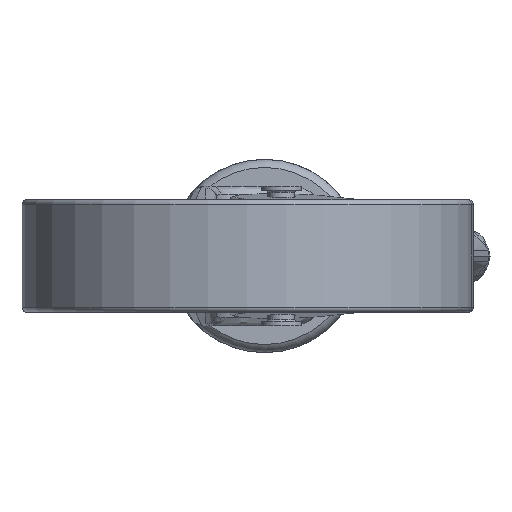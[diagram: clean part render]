
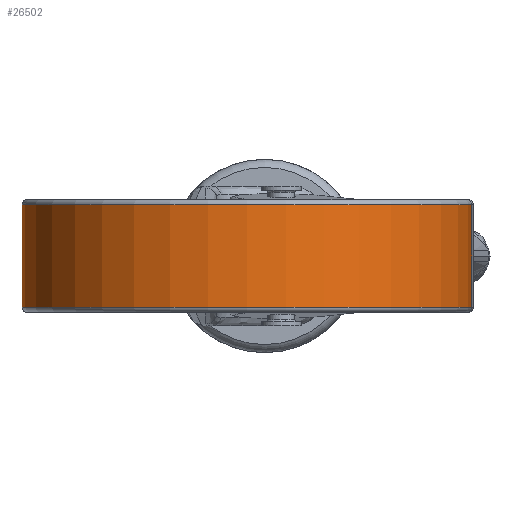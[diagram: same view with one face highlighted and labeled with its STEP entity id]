
A CAD part, front view. The second image highlights one B-rep face of the part: STEP entity #26502.
In plain terms, the highlighted cylindrical face has radius 41.84 mm (diameter 83.68 mm), a partial arc.
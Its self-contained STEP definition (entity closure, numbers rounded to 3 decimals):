
#354 = CARTESIAN_POINT ( 'NONE',  ( -45.162, -101.764, 78.224 ) ) ;
#1252 = CARTESIAN_POINT ( 'NONE',  ( -45.162, -101.764, 9.5 ) ) ;
#1804 = CARTESIAN_POINT ( 'NONE',  ( 38.518, -101.764, -9.5 ) ) ;
#2558 = CARTESIAN_POINT ( 'NONE',  ( -3.322, -101.764, 9.5 ) ) ;
#2912 = EDGE_CURVE ( 'NONE', #16873, #17786, #3873, .T. ) ;
#3774 = ORIENTED_EDGE ( 'NONE', *, *, #9125, .T. ) ;
#3873 = LINE ( 'NONE', #11877, #45986 ) ;
#3936 = DIRECTION ( 'NONE',  ( 0., 0., -1. ) ) ;
#5935 = DIRECTION ( 'NONE',  ( 0., 0., -1. ) ) ;
#6953 = DIRECTION ( 'NONE',  ( 0., 0., 1. ) ) ;
#8009 = DIRECTION ( 'NONE',  ( 0., 0., -1. ) ) ;
#9000 = AXIS2_PLACEMENT_3D ( 'NONE', #10825, #6953, #41502 ) ;
#9125 = EDGE_CURVE ( 'NONE', #16873, #18035, #15534, .T. ) ;
#10196 = EDGE_CURVE ( 'NONE', #14587, #17786, #45200, .T. ) ;
#10825 = CARTESIAN_POINT ( 'NONE',  ( -3.322, -101.764, -9.5 ) ) ;
#11864 = VECTOR ( 'NONE', #16090, 1000. ) ;
#11877 = CARTESIAN_POINT ( 'NONE',  ( 38.518, -101.764, 78.224 ) ) ;
#14587 = VERTEX_POINT ( 'NONE', #50920 ) ;
#15534 = CIRCLE ( 'NONE', #50085, 41.84 ) ;
#16090 = DIRECTION ( 'NONE',  ( 0., 0., -1. ) ) ;
#16586 = ORIENTED_EDGE ( 'NONE', *, *, #48175, .T. ) ;
#16714 = ORIENTED_EDGE ( 'NONE', *, *, #10196, .T. ) ;
#16873 = VERTEX_POINT ( 'NONE', #17648 ) ;
#17648 = CARTESIAN_POINT ( 'NONE',  ( 38.518, -101.764, 9.5 ) ) ;
#17786 = VERTEX_POINT ( 'NONE', #1804 ) ;
#18035 = VERTEX_POINT ( 'NONE', #1252 ) ;
#26502 = ADVANCED_FACE ( 'NONE', ( #42626 ), #50857, .T. ) ;
#35712 = LINE ( 'NONE', #354, #11864 ) ;
#38112 = ORIENTED_EDGE ( 'NONE', *, *, #2912, .F. ) ;
#39795 = AXIS2_PLACEMENT_3D ( 'NONE', #42374, #3936, #50359 ) ;
#41265 = DIRECTION ( 'NONE',  ( 1., 0., 0. ) ) ;
#41502 = DIRECTION ( 'NONE',  ( -1., 0., 0. ) ) ;
#42374 = CARTESIAN_POINT ( 'NONE',  ( -3.322, -101.764, 78.224 ) ) ;
#42626 = FACE_OUTER_BOUND ( 'NONE', #42992, .T. ) ;
#42992 = EDGE_LOOP ( 'NONE', ( #38112, #3774, #16586, #16714 ) ) ;
#45200 = CIRCLE ( 'NONE', #9000, 41.84 ) ;
#45986 = VECTOR ( 'NONE', #8009, 1000. ) ;
#48175 = EDGE_CURVE ( 'NONE', #18035, #14587, #35712, .T. ) ;
#50085 = AXIS2_PLACEMENT_3D ( 'NONE', #2558, #5935, #41265 ) ;
#50359 = DIRECTION ( 'NONE',  ( -1., 0., 0. ) ) ;
#50857 = CYLINDRICAL_SURFACE ( 'NONE', #39795, 41.84 ) ;
#50920 = CARTESIAN_POINT ( 'NONE',  ( -45.162, -101.764, -9.5 ) ) ;
